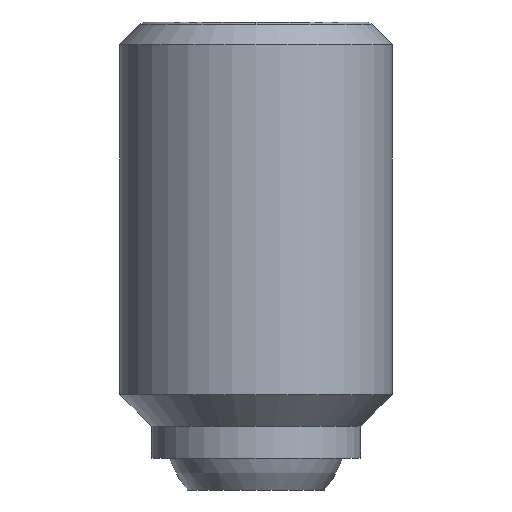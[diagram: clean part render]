
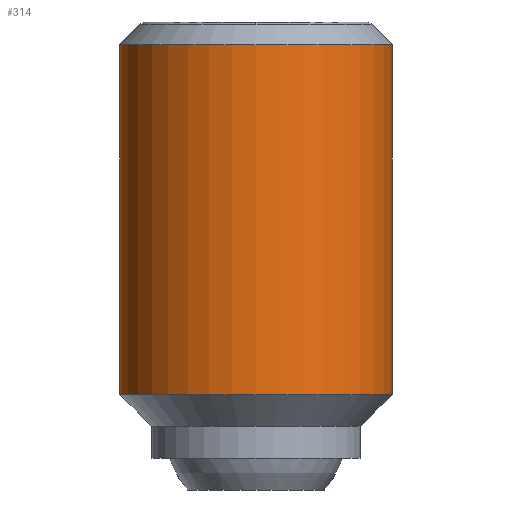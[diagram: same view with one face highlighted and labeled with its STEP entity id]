
A CAD part, front view. The second image highlights one B-rep face of the part: STEP entity #314.
In plain terms, the highlighted cylindrical face has radius 3 mm (diameter 6 mm), a partial arc.
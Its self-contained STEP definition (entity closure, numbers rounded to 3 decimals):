
#146=EDGE_CURVE('',#282,#302,#375,.T.);
#206=EDGE_CURVE('',#254,#302,#443,.T.);
#210=EDGE_CURVE('',#308,#282,#447,.T.);
#254=VERTEX_POINT('',#499);
#282=VERTEX_POINT('',#528);
#288=EDGE_CURVE('',#254,#308,#534,.T.);
#302=VERTEX_POINT('',#549);
#308=VERTEX_POINT('',#555);
#314=ADVANCED_FACE('',(#562),#563,.T.);
#375=LINE('',#631,#632);
#443=CIRCLE('',#732,3.);
#447=CIRCLE('',#739,3.);
#499=CARTESIAN_POINT('',(-3.,0.,-8.2));
#528=CARTESIAN_POINT('',(3.,0.,-0.5));
#534=LINE('',#871,#872);
#549=CARTESIAN_POINT('',(3.,0.,-8.2));
#555=CARTESIAN_POINT('',(-3.,0.,-0.5));
#562=FACE_OUTER_BOUND('',#919,.T.);
#563=CYLINDRICAL_SURFACE('',#920,3.);
#631=CARTESIAN_POINT('',(3.,0.,-4.35));
#632=VECTOR('',#971,1.0);
#732=AXIS2_PLACEMENT_3D('',#1073,#1074,#1075);
#739=AXIS2_PLACEMENT_3D('',#1077,#1078,#1079);
#871=CARTESIAN_POINT('',(-3.,0.,-4.35));
#872=VECTOR('',#1170,1.0);
#919=EDGE_LOOP('',(#1195,#1196,#1197,#1198));
#920=AXIS2_PLACEMENT_3D('',#1199,#1200,#1201);
#971=DIRECTION('',(-0.0,-0.0,-1.0));
#1073=CARTESIAN_POINT('',(0.,0.,-8.2));
#1074=DIRECTION('',(0.0,0.0,1.0));
#1075=DIRECTION('',(-1.0,0.,0.0));
#1077=CARTESIAN_POINT('',(0.,0.,-0.5));
#1078=DIRECTION('',(0.0,0.0,1.0));
#1079=DIRECTION('',(-1.0,0.,0.0));
#1170=DIRECTION('',(0.0,0.0,1.0));
#1195=ORIENTED_EDGE('',*,*,#288,.F.);
#1196=ORIENTED_EDGE('',*,*,#206,.T.);
#1197=ORIENTED_EDGE('',*,*,#146,.F.);
#1198=ORIENTED_EDGE('',*,*,#210,.F.);
#1199=CARTESIAN_POINT('',(0.,0.,-4.35));
#1200=DIRECTION('',(-0.0,-0.0,-1.0));
#1201=DIRECTION('',(-1.0,0.,0.0));
